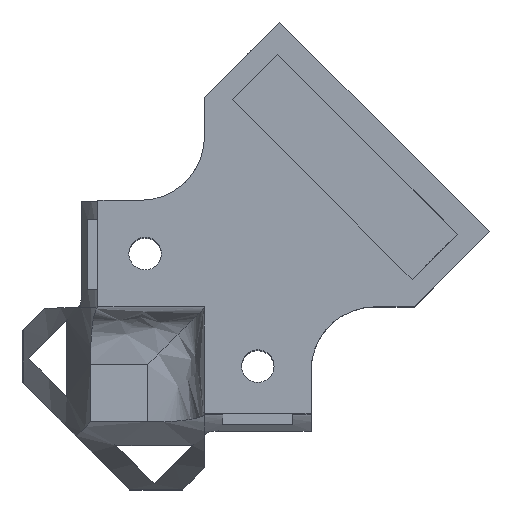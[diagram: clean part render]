
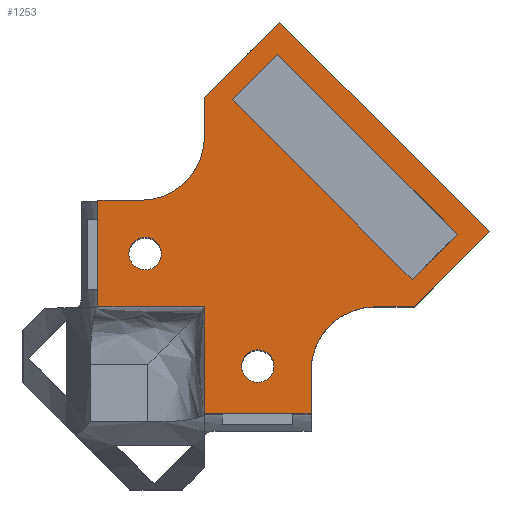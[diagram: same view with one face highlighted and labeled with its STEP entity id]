
A CAD part, top view. The second image highlights one B-rep face of the part: STEP entity #1253.
In plain terms, the highlighted planar face has unit normal (0, 0, 1).
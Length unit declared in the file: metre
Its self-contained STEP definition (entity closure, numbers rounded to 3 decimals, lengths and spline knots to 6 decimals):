
#77=LINE('',#1659,#189);
#87=LINE('',#1798,#199);
#109=LINE('',#2018,#221);
#111=LINE('',#2048,#223);
#113=LINE('',#2052,#225);
#115=LINE('',#2056,#227);
#117=LINE('',#2062,#229);
#119=LINE('',#2066,#231);
#122=LINE('',#2103,#234);
#124=LINE('',#2112,#236);
#125=LINE('',#2118,#237);
#126=LINE('',#2120,#238);
#127=LINE('',#2123,#239);
#128=LINE('',#2125,#240);
#129=LINE('',#2127,#241);
#189=VECTOR('',#1396,1.);
#199=VECTOR('',#1420,1.);
#221=VECTOR('',#1464,1.);
#223=VECTOR('',#1472,1.);
#225=VECTOR('',#1476,1.);
#227=VECTOR('',#1480,1.);
#229=VECTOR('',#1486,1.);
#231=VECTOR('',#1490,1.);
#234=VECTOR('',#1499,1.);
#236=VECTOR('',#1503,1.);
#237=VECTOR('',#1506,1.);
#238=VECTOR('',#1509,1.);
#239=VECTOR('',#1510,1.);
#240=VECTOR('',#1511,1.);
#241=VECTOR('',#1512,1.);
#313=PLANE('',#1344);
#474=ORIENTED_EDGE('',*,*,#802,.F.);
#475=ORIENTED_EDGE('',*,*,#803,.F.);
#476=ORIENTED_EDGE('',*,*,#804,.F.);
#477=ORIENTED_EDGE('',*,*,#805,.F.);
#478=ORIENTED_EDGE('',*,*,#726,.F.);
#479=ORIENTED_EDGE('',*,*,#748,.F.);
#480=ORIENTED_EDGE('',*,*,#777,.F.);
#481=ORIENTED_EDGE('',*,*,#711,.F.);
#482=ORIENTED_EDGE('',*,*,#801,.F.);
#483=ORIENTED_EDGE('',*,*,#799,.F.);
#484=ORIENTED_EDGE('',*,*,#733,.F.);
#485=ORIENTED_EDGE('',*,*,#796,.F.);
#486=ORIENTED_EDGE('',*,*,#792,.F.);
#487=ORIENTED_EDGE('',*,*,#790,.F.);
#488=ORIENTED_EDGE('',*,*,#788,.F.);
#489=ORIENTED_EDGE('',*,*,#785,.F.);
#490=ORIENTED_EDGE('',*,*,#783,.F.);
#491=ORIENTED_EDGE('',*,*,#781,.F.);
#492=ORIENTED_EDGE('',*,*,#778,.F.);
#711=EDGE_CURVE('',#892,#893,#77,.T.);
#726=EDGE_CURVE('',#905,#905,#1013,.T.);
#733=EDGE_CURVE('',#912,#913,#87,.T.);
#748=EDGE_CURVE('',#925,#925,#1017,.T.);
#777=EDGE_CURVE('',#893,#948,#109,.T.);
#778=EDGE_CURVE('',#948,#950,#1021,.T.);
#781=EDGE_CURVE('',#950,#951,#111,.T.);
#783=EDGE_CURVE('',#951,#952,#113,.T.);
#785=EDGE_CURVE('',#952,#953,#115,.T.);
#788=EDGE_CURVE('',#953,#955,#117,.T.);
#790=EDGE_CURVE('',#955,#956,#119,.T.);
#792=EDGE_CURVE('',#956,#957,#1023,.T.);
#796=EDGE_CURVE('',#957,#912,#122,.T.);
#799=EDGE_CURVE('',#913,#960,#124,.T.);
#801=EDGE_CURVE('',#960,#892,#125,.T.);
#802=EDGE_CURVE('',#961,#962,#126,.T.);
#803=EDGE_CURVE('',#963,#961,#127,.T.);
#804=EDGE_CURVE('',#964,#963,#128,.T.);
#805=EDGE_CURVE('',#962,#964,#129,.T.);
#892=VERTEX_POINT('',#1658);
#893=VERTEX_POINT('',#1660);
#905=VERTEX_POINT('',#1782);
#912=VERTEX_POINT('',#1797);
#913=VERTEX_POINT('',#1799);
#925=VERTEX_POINT('',#1921);
#948=VERTEX_POINT('',#2011);
#950=VERTEX_POINT('',#2021);
#951=VERTEX_POINT('',#2049);
#952=VERTEX_POINT('',#2053);
#953=VERTEX_POINT('',#2057);
#955=VERTEX_POINT('',#2063);
#956=VERTEX_POINT('',#2067);
#957=VERTEX_POINT('',#2071);
#960=VERTEX_POINT('',#2107);
#961=VERTEX_POINT('',#2121);
#962=VERTEX_POINT('',#2122);
#963=VERTEX_POINT('',#2124);
#964=VERTEX_POINT('',#2126);
#1013=CIRCLE('',#1314,0.00115);
#1017=CIRCLE('',#1321,0.00115);
#1021=CIRCLE('',#1332,0.0045);
#1023=CIRCLE('',#1340,0.0045);
#1062=EDGE_LOOP('',(#474,#475,#476,#477));
#1063=EDGE_LOOP('',(#478));
#1064=EDGE_LOOP('',(#479));
#1065=EDGE_LOOP('',(#480,#481,#482,#483,#484,#485,#486,#487,#488,#489,#490,
#491,#492));
#1157=FACE_BOUND('',#1062,.T.);
#1158=FACE_BOUND('',#1063,.T.);
#1159=FACE_BOUND('',#1064,.T.);
#1160=FACE_BOUND('',#1065,.T.);
#1253=ADVANCED_FACE('',(#1157,#1158,#1159,#1160),#313,.T.);
#1314=AXIS2_PLACEMENT_3D('',#1781,#1405,#1406);
#1321=AXIS2_PLACEMENT_3D('',#1920,#1429,#1430);
#1332=AXIS2_PLACEMENT_3D('',#2020,#1467,#1468);
#1340=AXIS2_PLACEMENT_3D('',#2070,#1494,#1495);
#1344=AXIS2_PLACEMENT_3D('',#2119,#1507,#1508);
#1396=DIRECTION('',(0.,1.,0.));
#1405=DIRECTION('',(0.,0.,1.));
#1406=DIRECTION('',(0.,-1.,0.));
#1420=DIRECTION('',(-1.,0.,0.));
#1429=DIRECTION('',(0.,0.,1.));
#1430=DIRECTION('',(0.,-1.,0.));
#1464=DIRECTION('',(1.,0.,0.));
#1467=DIRECTION('',(0.,0.,1.));
#1468=DIRECTION('',(0.,-1.,0.));
#1472=DIRECTION('',(0.,1.,0.));
#1476=DIRECTION('',(0.707,0.707,0.));
#1480=DIRECTION('',(0.707,-0.707,0.));
#1486=DIRECTION('',(-0.707,-0.707,0.));
#1490=DIRECTION('',(-1.,0.,0.));
#1494=DIRECTION('',(0.,0.,1.));
#1495=DIRECTION('',(0.,-1.,0.));
#1499=DIRECTION('',(0.,-1.,0.));
#1503=DIRECTION('',(0.,1.,0.));
#1506=DIRECTION('',(-1.,0.,0.));
#1507=DIRECTION('',(0.,0.,1.));
#1508=DIRECTION('',(0.,-1.,0.));
#1509=DIRECTION('',(-0.707,-0.707,0.));
#1510=DIRECTION('',(-0.707,0.707,0.));
#1511=DIRECTION('',(0.707,0.707,0.));
#1512=DIRECTION('',(0.707,-0.707,0.));
#1658=CARTESIAN_POINT('',(-0.015,-0.0075,0.));
#1659=CARTESIAN_POINT('',(-0.015,0.,0.));
#1660=CARTESIAN_POINT('',(-0.015,0.,0.));
#1781=CARTESIAN_POINT('',(-0.011672,-0.00375,0.));
#1782=CARTESIAN_POINT('',(-0.011672,-0.0049,0.));
#1797=CARTESIAN_POINT('',(0.,-0.015,0.));
#1798=CARTESIAN_POINT('',(-0.0075,-0.015,0.));
#1799=CARTESIAN_POINT('',(-0.0075,-0.015,0.));
#1920=CARTESIAN_POINT('',(-0.00375,-0.011673,0.));
#1921=CARTESIAN_POINT('',(-0.00375,-0.012823,0.));
#2011=CARTESIAN_POINT('',(-0.012,0.,0.));
#2018=CARTESIAN_POINT('',(-0.012,0.,0.));
#2020=CARTESIAN_POINT('',(-0.012,0.0045,0.));
#2021=CARTESIAN_POINT('',(-0.0075,0.0045,0.));
#2048=CARTESIAN_POINT('',(-0.0075,0.0045,0.));
#2049=CARTESIAN_POINT('',(-0.0075,0.00725,0.));
#2052=CARTESIAN_POINT('',(-0.0075,0.00725,0.));
#2053=CARTESIAN_POINT('',(-0.002197,0.012553,0.));
#2056=CARTESIAN_POINT('',(-0.002197,0.012553,0.));
#2057=CARTESIAN_POINT('',(0.012553,-0.002197,0.));
#2062=CARTESIAN_POINT('',(0.012553,-0.002197,0.));
#2063=CARTESIAN_POINT('',(0.00725,-0.0075,0.));
#2066=CARTESIAN_POINT('',(0.00725,-0.0075,0.));
#2067=CARTESIAN_POINT('',(0.0045,-0.0075,0.));
#2070=CARTESIAN_POINT('',(0.0045,-0.012,0.));
#2071=CARTESIAN_POINT('',(0.,-0.012,0.));
#2103=CARTESIAN_POINT('',(0.,-0.015,0.));
#2107=CARTESIAN_POINT('',(-0.0075,-0.0075,0.));
#2112=CARTESIAN_POINT('',(-0.0075,-0.0075,0.));
#2118=CARTESIAN_POINT('',(-0.015,-0.0075,0.));
#2119=CARTESIAN_POINT('',(0.0045,-0.012,0.));
#2120=CARTESIAN_POINT('',(-0.002373,0.010291,0.));
#2121=CARTESIAN_POINT('',(-0.002373,0.010291,0.));
#2122=CARTESIAN_POINT('',(-0.005555,0.007109,0.));
#2123=CARTESIAN_POINT('',(-0.002373,0.010291,0.));
#2124=CARTESIAN_POINT('',(0.010291,-0.002373,0.));
#2125=CARTESIAN_POINT('',(0.010291,-0.002373,0.));
#2126=CARTESIAN_POINT('',(0.007109,-0.005555,0.));
#2127=CARTESIAN_POINT('',(-0.005555,0.007109,0.));
